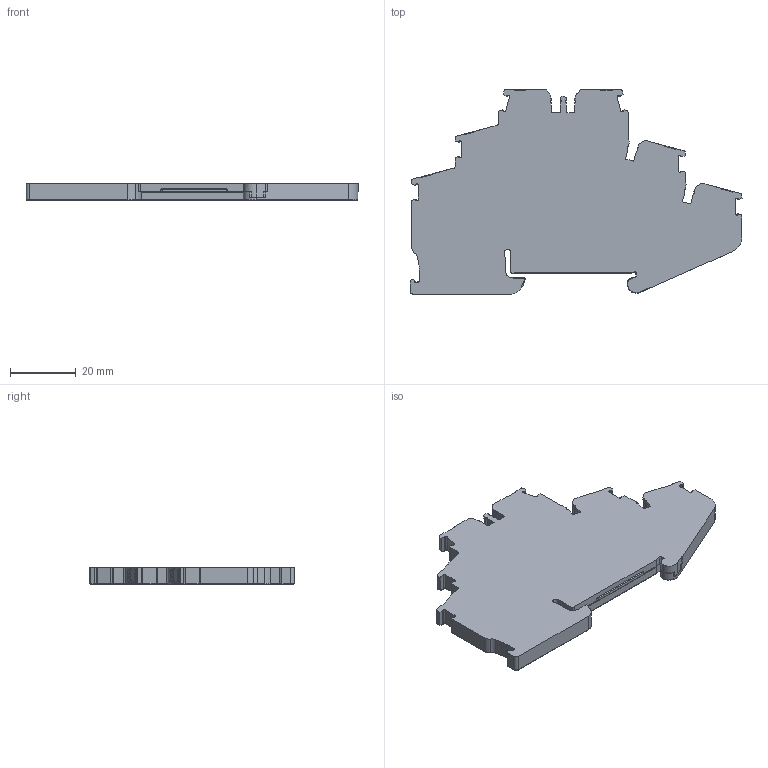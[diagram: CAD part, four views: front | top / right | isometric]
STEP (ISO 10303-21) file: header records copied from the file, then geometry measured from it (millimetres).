
FILE_DESCRIPTION (( 'STEP AP203' ), '1' );
FILE_NAME ('KN-PT25-1-1-1GND-25.step', '2025-04-29T14:34:10', ( '' ), ( '' ), 'SwSTEP 2.0', 'SolidWorks 2024', '' );
FILE_SCHEMA (( 'CONFIG_CONTROL_DESIGN' ));
Length unit declared in the file: inch
Products named in the file (1): KN-PT25-1-1-1GND-25
Bounding box: 101.03 x 62.11 x 5.15 mm (x, y, z)
Volume: 22129.3 mm3; surface area: 10839.2 mm2
Topology: 1 solids, 1 shells, 1010 faces, 3021 edges, 2026 vertices
Faces by surface type: plane 514, cylinder 483, bspline 11, cone 2
Entity records: 36287 total; most frequent: CARTESIAN_POINT 10383, ORIENTED_EDGE 6042, DIRECTION 4555, EDGE_CURVE 3021, VERTEX_POINT 2026, LINE 1693, VECTOR 1693, AXIS2_PLACEMENT_3D 1431
